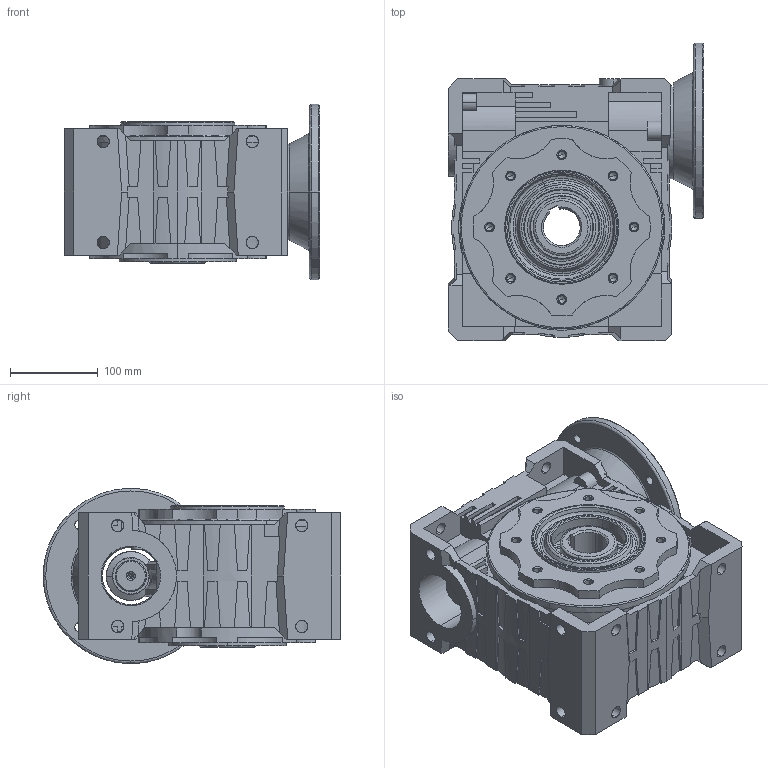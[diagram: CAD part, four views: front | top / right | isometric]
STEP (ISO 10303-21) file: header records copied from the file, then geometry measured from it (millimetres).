
FILE_DESCRIPTION(('STEP AP214'),'1');
FILE_NAME('JMRV110-00.stp','2017-03-29T06:59:14',(' '),(' '),'Spatial InterOp 3D',' ',' ');
FILE_SCHEMA(('automotive_design'));
Length unit declared in the file: millimetre
Products named in the file (6): Assembly1; Part1; Part2; Part3; Part4; Part5
Assembly tree (5 placements, depth 2):
  Assembly1
    Part1
    Part2
    Part3
    Part4
    Part5
Bounding box: 291.5 x 339.5 x 200 mm (x, y, z)
Volume: 5005808.4 mm3; surface area: 1016996.5 mm2
Topology: 5 solids, 5 shells, 1181 faces, 9742 edges, 8605 vertices
Faces by surface type: bspline 638, revolution 543
Entity records: 139473 total; most frequent: CARTESIAN_POINT 74221, ORIENTED_EDGE 19412, EDGE_CURVE 9706, VERTEX_POINT 8605, B_SPLINE_CURVE_WITH_KNOTS 4478, DIRECTION 3367, LINE 1858, VECTOR 1858
